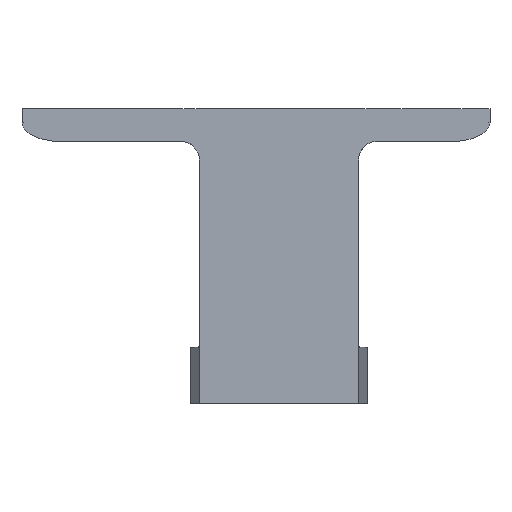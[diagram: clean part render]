
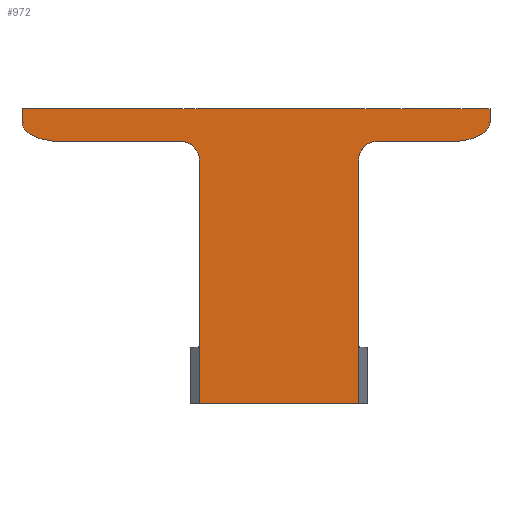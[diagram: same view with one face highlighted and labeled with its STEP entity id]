
A CAD part, front view. The second image highlights one B-rep face of the part: STEP entity #972.
In plain terms, the highlighted planar face has unit normal (0, -1, 0).
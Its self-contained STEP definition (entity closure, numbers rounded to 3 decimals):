
#15=B_SPLINE_CURVE_WITH_KNOTS('',3,(#1677,#1678,#1679,#1680),
 .UNSPECIFIED.,.F.,.F.,(4,4),(0.171,0.231),
 .UNSPECIFIED.);
#16=B_SPLINE_CURVE_WITH_KNOTS('',3,(#1690,#1691,#1692,#1693),
 .UNSPECIFIED.,.F.,.F.,(4,4),(-0.231,-0.171),
 .UNSPECIFIED.);
#32=CIRCLE('',#1011,2.);
#67=CIRCLE('',#1078,2.);
#148=FACE_OUTER_BOUND('',#209,.T.);
#209=EDGE_LOOP('',(#834,#835,#836,#837,#838,#839,#840,#841,#842,#843,#844,
#845,#846,#847));
#230=ELLIPSE('',#1093,4.031,2.);
#231=ELLIPSE('',#1098,4.031,2.);
#244=LINE('',#1461,#325);
#251=LINE('',#1496,#332);
#260=LINE('',#1522,#341);
#271=LINE('',#1569,#352);
#286=LINE('',#1629,#367);
#302=LINE('',#1703,#383);
#304=LINE('',#1707,#385);
#305=LINE('',#1708,#386);
#325=VECTOR('',#1147,10.);
#332=VECTOR('',#1172,10.);
#341=VECTOR('',#1195,10.);
#352=VECTOR('',#1236,10.);
#367=VECTOR('',#1299,10.);
#383=VECTOR('',#1379,10.);
#385=VECTOR('',#1385,10.);
#386=VECTOR('',#1386,10.);
#406=VERTEX_POINT('',#1451);
#407=VERTEX_POINT('',#1453);
#409=VERTEX_POINT('',#1459);
#418=VERTEX_POINT('',#1493);
#419=VERTEX_POINT('',#1495);
#428=VERTEX_POINT('',#1519);
#429=VERTEX_POINT('',#1521);
#441=VERTEX_POINT('',#1568);
#462=VERTEX_POINT('',#1627);
#470=VERTEX_POINT('',#1656);
#475=VERTEX_POINT('',#1676);
#477=VERTEX_POINT('',#1685);
#478=VERTEX_POINT('',#1689);
#480=VERTEX_POINT('',#1698);
#496=EDGE_CURVE('',#406,#407,#32,.T.);
#500=EDGE_CURVE('',#406,#409,#244,.T.);
#513=EDGE_CURVE('',#418,#419,#251,.T.);
#526=EDGE_CURVE('',#428,#429,#260,.T.);
#546=EDGE_CURVE('',#407,#441,#271,.T.);
#576=EDGE_CURVE('',#462,#409,#286,.T.);
#590=EDGE_CURVE('',#419,#470,#67,.T.);
#600=EDGE_CURVE('',#475,#418,#15,.T.);
#603=EDGE_CURVE('',#477,#475,#230,.T.);
#605=EDGE_CURVE('',#441,#478,#16,.T.);
#608=EDGE_CURVE('',#478,#480,#231,.T.);
#611=EDGE_CURVE('',#429,#477,#302,.T.);
#613=EDGE_CURVE('',#428,#480,#304,.T.);
#614=EDGE_CURVE('',#470,#462,#305,.T.);
#834=ORIENTED_EDGE('',*,*,#600,.F.);
#835=ORIENTED_EDGE('',*,*,#603,.F.);
#836=ORIENTED_EDGE('',*,*,#611,.F.);
#837=ORIENTED_EDGE('',*,*,#526,.F.);
#838=ORIENTED_EDGE('',*,*,#613,.T.);
#839=ORIENTED_EDGE('',*,*,#608,.F.);
#840=ORIENTED_EDGE('',*,*,#605,.F.);
#841=ORIENTED_EDGE('',*,*,#546,.F.);
#842=ORIENTED_EDGE('',*,*,#496,.F.);
#843=ORIENTED_EDGE('',*,*,#500,.T.);
#844=ORIENTED_EDGE('',*,*,#576,.F.);
#845=ORIENTED_EDGE('',*,*,#614,.F.);
#846=ORIENTED_EDGE('',*,*,#590,.F.);
#847=ORIENTED_EDGE('',*,*,#513,.F.);
#921=PLANE('',#1101);
#972=ADVANCED_FACE('',(#148),#921,.T.);
#1011=AXIS2_PLACEMENT_3D('',#1454,#1140,#1141);
#1078=AXIS2_PLACEMENT_3D('',#1657,#1329,#1330);
#1093=AXIS2_PLACEMENT_3D('',#1686,#1362,#1363);
#1098=AXIS2_PLACEMENT_3D('',#1699,#1373,#1374);
#1101=AXIS2_PLACEMENT_3D('',#1706,#1383,#1384);
#1140=DIRECTION('center_axis',(0.,-1.,0.));
#1141=DIRECTION('ref_axis',(0.707,0.,0.707));
#1147=DIRECTION('',(0.,0.,-1.));
#1172=DIRECTION('',(-1.,0.,0.));
#1195=DIRECTION('',(1.,0.,0.));
#1236=DIRECTION('',(-1.,0.,0.));
#1299=DIRECTION('',(-1.,0.,0.));
#1329=DIRECTION('center_axis',(0.,-1.,0.));
#1330=DIRECTION('ref_axis',(-0.707,0.,0.707));
#1362=DIRECTION('center_axis',(0.,1.,0.));
#1363=DIRECTION('ref_axis',(1.,0.,0.));
#1373=DIRECTION('center_axis',(0.,1.,0.));
#1374=DIRECTION('ref_axis',(-1.,0.,0.));
#1379=DIRECTION('',(0.,0.,-1.));
#1383=DIRECTION('center_axis',(0.,-1.,0.));
#1384=DIRECTION('ref_axis',(-1.,0.,0.));
#1385=DIRECTION('',(0.,0.,-1.));
#1386=DIRECTION('',(0.,0.,-1.));
#1451=CARTESIAN_POINT('',(13.45,-2.,-5.5));
#1453=CARTESIAN_POINT('',(11.45,-2.,-3.5));
#1454=CARTESIAN_POINT('Origin',(11.45,-2.,-5.5));
#1459=CARTESIAN_POINT('',(13.45,-2.,-31.5));
#1461=CARTESIAN_POINT('',(13.45,-2.,-3.5));
#1493=CARTESIAN_POINT('',(40.548,-2.,-3.5));
#1495=CARTESIAN_POINT('',(32.45,-2.,-3.5));
#1496=CARTESIAN_POINT('',(-5.5,-2.,-3.5));
#1519=CARTESIAN_POINT('',(-5.5,-2.,0.));
#1521=CARTESIAN_POINT('',(44.5,-2.,0.));
#1522=CARTESIAN_POINT('',(-5.5,-2.,0.));
#1568=CARTESIAN_POINT('',(-1.548,-2.,-3.5));
#1569=CARTESIAN_POINT('',(-5.5,-2.,-3.5));
#1627=CARTESIAN_POINT('',(30.45,-2.,-31.5));
#1629=CARTESIAN_POINT('',(13.45,-2.,-31.5));
#1656=CARTESIAN_POINT('',(30.45,-2.,-5.5));
#1657=CARTESIAN_POINT('Origin',(32.45,-2.,-5.5));
#1676=CARTESIAN_POINT('',(41.194,-2.,-3.467));
#1677=CARTESIAN_POINT('Ctrl Pts',(41.194,-2.,-3.467));
#1678=CARTESIAN_POINT('Ctrl Pts',(40.982,-2.,-3.487));
#1679=CARTESIAN_POINT('Ctrl Pts',(40.749,-2.,-3.5));
#1680=CARTESIAN_POINT('Ctrl Pts',(40.548,-2.,-3.5));
#1685=CARTESIAN_POINT('',(44.5,-2.,-1.5));
#1686=CARTESIAN_POINT('Origin',(40.469,-2.,-1.5));
#1689=CARTESIAN_POINT('',(-2.194,-2.,-3.467));
#1690=CARTESIAN_POINT('Ctrl Pts',(-1.548,-2.,-3.5));
#1691=CARTESIAN_POINT('Ctrl Pts',(-1.749,-2.,-3.5));
#1692=CARTESIAN_POINT('Ctrl Pts',(-1.982,-2.,-3.487));
#1693=CARTESIAN_POINT('Ctrl Pts',(-2.194,-2.,-3.467));
#1698=CARTESIAN_POINT('',(-5.5,-2.,-1.5));
#1699=CARTESIAN_POINT('Origin',(-1.469,-2.,-1.5));
#1703=CARTESIAN_POINT('',(44.5,-2.,0.));
#1706=CARTESIAN_POINT('Origin',(44.5,-2.,0.));
#1707=CARTESIAN_POINT('',(-5.5,-2.,0.));
#1708=CARTESIAN_POINT('',(30.45,-2.,-3.5));
